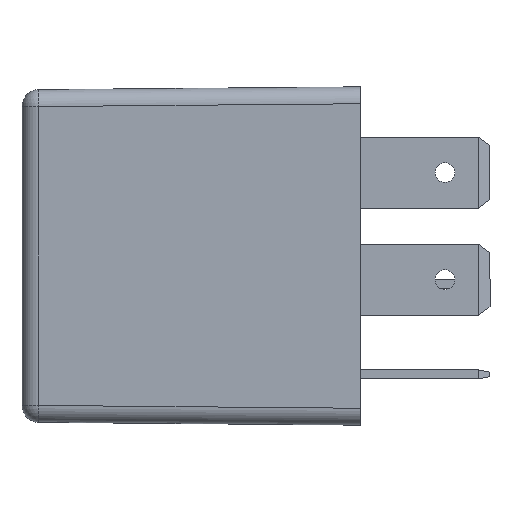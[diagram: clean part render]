
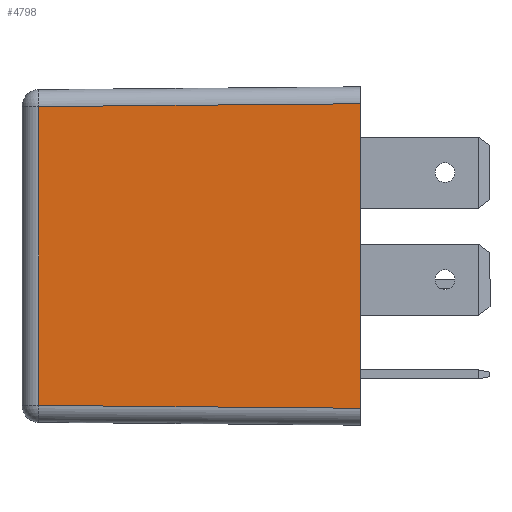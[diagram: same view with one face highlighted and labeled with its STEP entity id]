
A CAD part, left-side view. The second image highlights one B-rep face of the part: STEP entity #4798.
In plain terms, the highlighted planar face has unit normal (-1, 0.009, 0).
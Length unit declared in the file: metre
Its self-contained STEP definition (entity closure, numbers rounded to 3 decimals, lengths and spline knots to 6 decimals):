
#14 = ORIENTED_EDGE ( 'NONE', *, *, #2426, .T. ) ;
#317 = LINE ( 'NONE', #6260, #6327 ) ;
#456 = CARTESIAN_POINT ( 'NONE',  ( 0., 0., -0.0015 ) ) ;
#522 = EDGE_CURVE ( 'NONE', #5416, #4504, #3218, .T. ) ;
#542 = CARTESIAN_POINT ( 'NONE',  ( 0., 0., 0. ) ) ;
#581 = DIRECTION ( 'NONE',  ( -0.009, -1., -0.009 ) ) ;
#661 = ORIENTED_EDGE ( 'NONE', *, *, #522, .T. ) ;
#982 = LINE ( 'NONE', #5089, #6801 ) ;
#1105 = PLANE ( 'NONE',  #2138 ) ;
#1124 = CARTESIAN_POINT ( 'NONE',  ( 0., -0.000013, -0.0015 ) ) ;
#1135 = DIRECTION ( 'NONE',  ( 0.009, 1., 0. ) ) ;
#1469 = VECTOR ( 'NONE', #4670, 1. ) ;
#1531 = CARTESIAN_POINT ( 'NONE',  ( 0., 0., -0.0285 ) ) ;
#2138 = AXIS2_PLACEMENT_3D ( 'NONE', #542, #4632, #1135 ) ;
#2165 = DIRECTION ( 'NONE',  ( 0., 0., -1. ) ) ;
#2186 = ORIENTED_EDGE ( 'NONE', *, *, #6388, .T. ) ;
#2289 = FACE_OUTER_BOUND ( 'NONE', #5635, .T. ) ;
#2426 = EDGE_CURVE ( 'NONE', #4504, #2601, #982, .T. ) ;
#2601 = VERTEX_POINT ( 'NONE', #6427 ) ;
#3218 = LINE ( 'NONE', #1124, #1469 ) ;
#3620 = VERTEX_POINT ( 'NONE', #1531 ) ;
#4256 = VECTOR ( 'NONE', #581, 1. ) ;
#4425 = LINE ( 'NONE', #7573, #4256 ) ;
#4504 = VERTEX_POINT ( 'NONE', #7309 ) ;
#4632 = DIRECTION ( 'NONE',  ( -1., 0.009, 0. ) ) ;
#4635 = EDGE_CURVE ( 'NONE', #3620, #5416, #317, .T. ) ;
#4670 = DIRECTION ( 'NONE',  ( 0.009, 1., -0.009 ) ) ;
#4798 = ADVANCED_FACE ( 'NONE', ( #2289 ), #1105, .T. ) ;
#5089 = CARTESIAN_POINT ( 'NONE',  ( 0.000249, 0.028513, 0. ) ) ;
#5416 = VERTEX_POINT ( 'NONE', #456 ) ;
#5635 = EDGE_LOOP ( 'NONE', ( #7448, #661, #14, #2186 ) ) ;
#6260 = CARTESIAN_POINT ( 'NONE',  ( 0., 0., 0. ) ) ;
#6327 = VECTOR ( 'NONE', #6846, 1. ) ;
#6388 = EDGE_CURVE ( 'NONE', #2601, #3620, #4425, .T. ) ;
#6427 = CARTESIAN_POINT ( 'NONE',  ( 0.000249, 0.028513, -0.028251 ) ) ;
#6801 = VECTOR ( 'NONE', #2165, 1. ) ;
#6846 = DIRECTION ( 'NONE',  ( 0., 0., 1. ) ) ;
#7309 = CARTESIAN_POINT ( 'NONE',  ( 0.000249, 0.028513, -0.001749 ) ) ;
#7448 = ORIENTED_EDGE ( 'NONE', *, *, #4635, .T. ) ;
#7573 = CARTESIAN_POINT ( 'NONE',  ( 0.000002, 0.000249, -0.028498 ) ) ;
